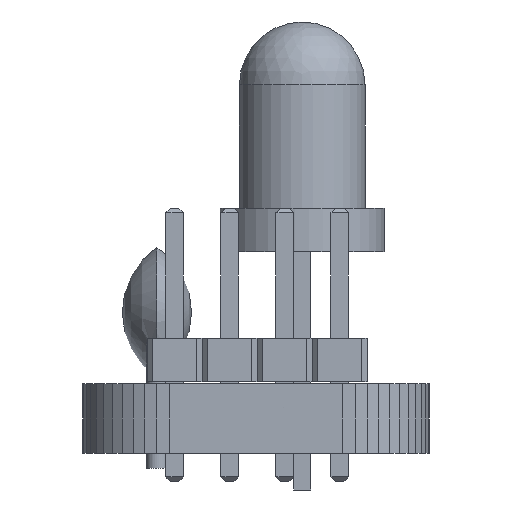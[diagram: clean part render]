
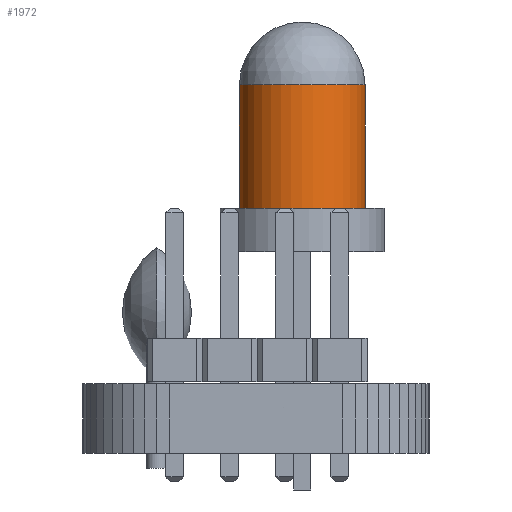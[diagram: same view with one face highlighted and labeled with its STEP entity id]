
A CAD part, front view. The second image highlights one B-rep face of the part: STEP entity #1972.
In plain terms, the highlighted cylindrical face has radius 1.45 mm (diameter 2.9 mm), a full revolution.
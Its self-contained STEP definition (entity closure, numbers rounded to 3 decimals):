
#1849 = VERTEX_POINT('',#1850);
#1850 = CARTESIAN_POINT('',(2.72,0.,6.85));
#1860 = SPHERICAL_SURFACE('',#1861,1.45);
#1861 = AXIS2_PLACEMENT_3D('',#1862,#1863,#1864);
#1862 = CARTESIAN_POINT('',(1.27,0.,6.85));
#1863 = DIRECTION('',(0.,0.,1.));
#1864 = DIRECTION('',(1.,0.,0.));
#1924 = EDGE_CURVE('',#1849,#1849,#1925,.T.);
#1925 = SURFACE_CURVE('',#1926,(#1931,#1960),.PCURVE_S1.);
#1926 = CIRCLE('',#1927,1.45);
#1927 = AXIS2_PLACEMENT_3D('',#1928,#1929,#1930);
#1928 = CARTESIAN_POINT('',(1.27,0.,6.85));
#1929 = DIRECTION('',(0.,0.,-1.));
#1930 = DIRECTION('',(1.,0.,0.));
#1931 = PCURVE('',#1860,#1932);
#1932 = DEFINITIONAL_REPRESENTATION('',(#1933),#1959);
#1933 = B_SPLINE_CURVE_WITH_KNOTS('',3,(#1934,#1935,#1936,#1937,#1938,
    #1939,#1940,#1941,#1942,#1943,#1944,#1945,#1946,#1947,#1948,#1949,
    #1950,#1951,#1952,#1953,#1954,#1955,#1956,#1957,#1958),
  .UNSPECIFIED.,.F.,.F.,(4,1,1,1,1,1,1,1,1,1,1,1,1,1,1,1,1,1,1,1,1,1,4),
  (0.,0.286,0.571,0.857,1.142,
    1.428,1.714,1.999,2.285,
    2.57,2.856,3.142,3.427,
    3.713,3.998,4.284,4.57,
    4.855,5.141,5.426,5.712,
    5.998,6.283),.QUASI_UNIFORM_KNOTS.);
#1934 = CARTESIAN_POINT('',(6.283,0.));
#1935 = CARTESIAN_POINT('',(6.188,0.));
#1936 = CARTESIAN_POINT('',(5.998,0.));
#1937 = CARTESIAN_POINT('',(5.712,0.));
#1938 = CARTESIAN_POINT('',(5.426,0.));
#1939 = CARTESIAN_POINT('',(5.141,0.));
#1940 = CARTESIAN_POINT('',(4.855,0.));
#1941 = CARTESIAN_POINT('',(4.57,0.));
#1942 = CARTESIAN_POINT('',(4.284,0.));
#1943 = CARTESIAN_POINT('',(3.998,0.));
#1944 = CARTESIAN_POINT('',(3.713,0.));
#1945 = CARTESIAN_POINT('',(3.427,0.));
#1946 = CARTESIAN_POINT('',(3.142,0.));
#1947 = CARTESIAN_POINT('',(2.856,0.));
#1948 = CARTESIAN_POINT('',(2.57,0.));
#1949 = CARTESIAN_POINT('',(2.285,0.));
#1950 = CARTESIAN_POINT('',(1.999,0.));
#1951 = CARTESIAN_POINT('',(1.714,0.));
#1952 = CARTESIAN_POINT('',(1.428,0.));
#1953 = CARTESIAN_POINT('',(1.142,0.));
#1954 = CARTESIAN_POINT('',(0.857,0.));
#1955 = CARTESIAN_POINT('',(0.571,0.));
#1956 = CARTESIAN_POINT('',(0.286,0.));
#1957 = CARTESIAN_POINT('',(0.095,0.));
#1958 = CARTESIAN_POINT('',(0.,0.));
#1959 = ( GEOMETRIC_REPRESENTATION_CONTEXT(2) 
PARAMETRIC_REPRESENTATION_CONTEXT() REPRESENTATION_CONTEXT('2D SPACE',''
  ) );
#1960 = PCURVE('',#1961,#1966);
#1961 = CYLINDRICAL_SURFACE('',#1962,1.45);
#1962 = AXIS2_PLACEMENT_3D('',#1963,#1964,#1965);
#1963 = CARTESIAN_POINT('',(1.27,0.,6.85));
#1964 = DIRECTION('',(0.,0.,-1.));
#1965 = DIRECTION('',(1.,0.,0.));
#1966 = DEFINITIONAL_REPRESENTATION('',(#1967),#1971);
#1967 = LINE('',#1968,#1969);
#1968 = CARTESIAN_POINT('',(0.,0.));
#1969 = VECTOR('',#1970,1.);
#1970 = DIRECTION('',(1.,0.));
#1971 = ( GEOMETRIC_REPRESENTATION_CONTEXT(2) 
PARAMETRIC_REPRESENTATION_CONTEXT() REPRESENTATION_CONTEXT('2D SPACE',''
  ) );
#1972 = ADVANCED_FACE('',(#1973),#1961,.T.);
#1973 = FACE_BOUND('',#1974,.T.);
#1974 = EDGE_LOOP('',(#1975,#1998,#1999,#2000));
#1975 = ORIENTED_EDGE('',*,*,#1976,.F.);
#1976 = EDGE_CURVE('',#1849,#1977,#1979,.T.);
#1977 = VERTEX_POINT('',#1978);
#1978 = CARTESIAN_POINT('',(2.72,0.,4.));
#1979 = SEAM_CURVE('',#1980,(#1984,#1991),.PCURVE_S1.);
#1980 = LINE('',#1981,#1982);
#1981 = CARTESIAN_POINT('',(2.72,0.,6.85));
#1982 = VECTOR('',#1983,1.);
#1983 = DIRECTION('',(0.,0.,-1.));
#1984 = PCURVE('',#1961,#1985);
#1985 = DEFINITIONAL_REPRESENTATION('',(#1986),#1990);
#1986 = LINE('',#1987,#1988);
#1987 = CARTESIAN_POINT('',(0.,0.));
#1988 = VECTOR('',#1989,1.);
#1989 = DIRECTION('',(0.,1.));
#1990 = ( GEOMETRIC_REPRESENTATION_CONTEXT(2) 
PARAMETRIC_REPRESENTATION_CONTEXT() REPRESENTATION_CONTEXT('2D SPACE',''
  ) );
#1991 = PCURVE('',#1961,#1992);
#1992 = DEFINITIONAL_REPRESENTATION('',(#1993),#1997);
#1993 = LINE('',#1994,#1995);
#1994 = CARTESIAN_POINT('',(6.283,0.));
#1995 = VECTOR('',#1996,1.);
#1996 = DIRECTION('',(0.,1.));
#1997 = ( GEOMETRIC_REPRESENTATION_CONTEXT(2) 
PARAMETRIC_REPRESENTATION_CONTEXT() REPRESENTATION_CONTEXT('2D SPACE',''
  ) );
#1998 = ORIENTED_EDGE('',*,*,#1924,.T.);
#1999 = ORIENTED_EDGE('',*,*,#1976,.T.);
#2000 = ORIENTED_EDGE('',*,*,#2001,.F.);
#2001 = EDGE_CURVE('',#1977,#1977,#2002,.T.);
#2002 = SURFACE_CURVE('',#2003,(#2008,#2015),.PCURVE_S1.);
#2003 = CIRCLE('',#2004,1.45);
#2004 = AXIS2_PLACEMENT_3D('',#2005,#2006,#2007);
#2005 = CARTESIAN_POINT('',(1.27,0.,4.));
#2006 = DIRECTION('',(0.,0.,-1.));
#2007 = DIRECTION('',(1.,0.,0.));
#2008 = PCURVE('',#1961,#2009);
#2009 = DEFINITIONAL_REPRESENTATION('',(#2010),#2014);
#2010 = LINE('',#2011,#2012);
#2011 = CARTESIAN_POINT('',(0.,2.85));
#2012 = VECTOR('',#2013,1.);
#2013 = DIRECTION('',(1.,0.));
#2014 = ( GEOMETRIC_REPRESENTATION_CONTEXT(2) 
PARAMETRIC_REPRESENTATION_CONTEXT() REPRESENTATION_CONTEXT('2D SPACE',''
  ) );
#2015 = PCURVE('',#2016,#2021);
#2016 = PLANE('',#2017);
#2017 = AXIS2_PLACEMENT_3D('',#2018,#2019,#2020);
#2018 = CARTESIAN_POINT('',(-0.23,-1.166,4.));
#2019 = DIRECTION('',(0.,0.,-1.));
#2020 = DIRECTION('',(-1.,0.,0.));
#2021 = DEFINITIONAL_REPRESENTATION('',(#2022),#2026);
#2022 = CIRCLE('',#2023,1.45);
#2023 = AXIS2_PLACEMENT_2D('',#2024,#2025);
#2024 = CARTESIAN_POINT('',(-1.5,1.166));
#2025 = DIRECTION('',(-1.,0.));
#2026 = ( GEOMETRIC_REPRESENTATION_CONTEXT(2) 
PARAMETRIC_REPRESENTATION_CONTEXT() REPRESENTATION_CONTEXT('2D SPACE',''
  ) );
